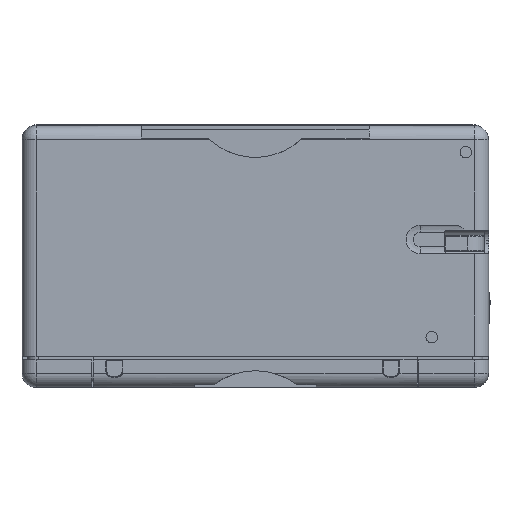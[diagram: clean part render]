
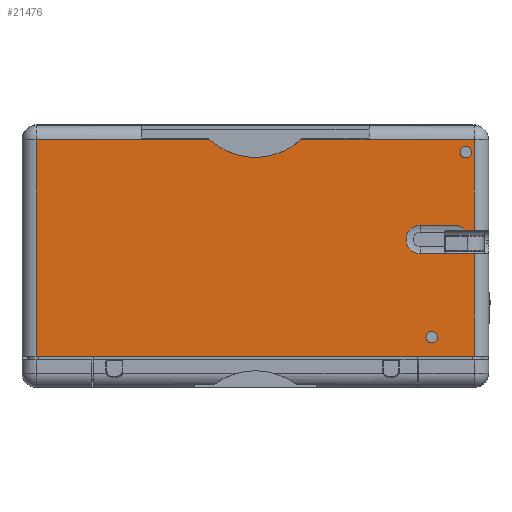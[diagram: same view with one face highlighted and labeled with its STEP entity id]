
A CAD part, front view. The second image highlights one B-rep face of the part: STEP entity #21476.
In plain terms, the highlighted planar face has unit normal (0, -1, 0).
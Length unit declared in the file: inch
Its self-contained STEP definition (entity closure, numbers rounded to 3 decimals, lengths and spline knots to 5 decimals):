
#904=CIRCLE('',#23007,0.15625);
#909=CIRCLE('',#23017,0.15625);
#910=CIRCLE('',#23019,0.75);
#911=CIRCLE('',#23020,0.0625);
#912=CIRCLE('',#23021,0.0625);
#1291=FACE_BOUND('',#4085,.T.);
#1292=FACE_BOUND('',#4086,.T.);
#2762=FACE_OUTER_BOUND('',#4084,.T.);
#4084=EDGE_LOOP('',(#18178,#18179,#18180,#18181,#18182,#18183,#18184,#18185,
#18186,#18187,#18188,#18189,#18190));
#4085=EDGE_LOOP('',(#18191));
#4086=EDGE_LOOP('',(#18192));
#6082=LINE('',#36404,#8100);
#6085=LINE('',#36413,#8103);
#6087=LINE('',#36430,#8105);
#6092=LINE('',#36445,#8110);
#6093=LINE('',#36447,#8111);
#6094=LINE('',#36449,#8112);
#6095=LINE('',#36453,#8113);
#6096=LINE('',#36455,#8114);
#6097=LINE('',#36457,#8115);
#6098=LINE('',#36458,#8116);
#8100=VECTOR('',#27641,0.375);
#8103=VECTOR('',#27650,0.29688);
#8105=VECTOR('',#27656,0.29688);
#8110=VECTOR('',#27671,0.10229);
#8111=VECTOR('',#27672,0.98958);
#8112=VECTOR('',#27673,1.90625);
#8113=VECTOR('',#27676,1.90625);
#8114=VECTOR('',#27677,2.375);
#8115=VECTOR('',#27678,4.8125);
#8116=VECTOR('',#27679,1.125);
#10009=VERTEX_POINT('',#36371);
#10012=VERTEX_POINT('',#36376);
#10016=VERTEX_POINT('',#36395);
#10019=VERTEX_POINT('',#36412);
#10022=VERTEX_POINT('',#36429);
#10026=VERTEX_POINT('',#36440);
#10027=VERTEX_POINT('',#36444);
#10028=VERTEX_POINT('',#36446);
#10029=VERTEX_POINT('',#36448);
#10030=VERTEX_POINT('',#36450);
#10031=VERTEX_POINT('',#36452);
#10032=VERTEX_POINT('',#36454);
#10033=VERTEX_POINT('',#36456);
#10034=VERTEX_POINT('',#36459);
#10035=VERTEX_POINT('',#36461);
#12829=EDGE_CURVE('',#10009,#10012,#904,.T.);
#12834=EDGE_CURVE('',#10012,#10016,#6082,.T.);
#12838=EDGE_CURVE('',#10019,#10009,#6085,.T.);
#12842=EDGE_CURVE('',#10022,#10019,#6087,.T.);
#12849=EDGE_CURVE('',#10016,#10026,#909,.T.);
#12850=EDGE_CURVE('',#10026,#10027,#6092,.T.);
#12851=EDGE_CURVE('',#10028,#10027,#6093,.T.);
#12852=EDGE_CURVE('',#10029,#10028,#6094,.T.);
#12853=EDGE_CURVE('',#10029,#10030,#910,.T.);
#12854=EDGE_CURVE('',#10031,#10030,#6095,.T.);
#12855=EDGE_CURVE('',#10032,#10031,#6096,.T.);
#12856=EDGE_CURVE('',#10032,#10033,#6097,.T.);
#12857=EDGE_CURVE('',#10022,#10033,#6098,.T.);
#12858=EDGE_CURVE('',#10034,#10034,#911,.T.);
#12859=EDGE_CURVE('',#10035,#10035,#912,.T.);
#18178=ORIENTED_EDGE('',*,*,#12842,.T.);
#18179=ORIENTED_EDGE('',*,*,#12838,.T.);
#18180=ORIENTED_EDGE('',*,*,#12829,.T.);
#18181=ORIENTED_EDGE('',*,*,#12834,.T.);
#18182=ORIENTED_EDGE('',*,*,#12849,.T.);
#18183=ORIENTED_EDGE('',*,*,#12850,.T.);
#18184=ORIENTED_EDGE('',*,*,#12851,.F.);
#18185=ORIENTED_EDGE('',*,*,#12852,.F.);
#18186=ORIENTED_EDGE('',*,*,#12853,.T.);
#18187=ORIENTED_EDGE('',*,*,#12854,.F.);
#18188=ORIENTED_EDGE('',*,*,#12855,.F.);
#18189=ORIENTED_EDGE('',*,*,#12856,.T.);
#18190=ORIENTED_EDGE('',*,*,#12857,.F.);
#18191=ORIENTED_EDGE('',*,*,#12858,.T.);
#18192=ORIENTED_EDGE('',*,*,#12859,.T.);
#20265=PLANE('',#23018);
#21476=ADVANCED_FACE('',(#2762,#1291,#1292),#20265,.F.);
#23007=AXIS2_PLACEMENT_3D('',#36378,#27635,#27636);
#23017=AXIS2_PLACEMENT_3D('',#36442,#27667,#27668);
#23018=AXIS2_PLACEMENT_3D('',#36443,#27669,#27670);
#23019=AXIS2_PLACEMENT_3D('',#36451,#27674,#27675);
#23020=AXIS2_PLACEMENT_3D('',#36460,#27680,#27681);
#23021=AXIS2_PLACEMENT_3D('',#36462,#27682,#27683);
#27635=DIRECTION('center_axis',(0.,1.,0.));
#27636=DIRECTION('ref_axis',(1.,0.,0.));
#27641=DIRECTION('',(1.,0.,0.));
#27650=DIRECTION('',(-1.,0.,0.));
#27656=DIRECTION('',(-1.,0.,0.));
#27667=DIRECTION('center_axis',(0.,1.,0.));
#27668=DIRECTION('ref_axis',(1.,0.,0.));
#27669=DIRECTION('center_axis',(0.,1.,0.));
#27670=DIRECTION('ref_axis',(0.,0.,1.));
#27671=DIRECTION('',(1.,0.,0.));
#27672=DIRECTION('',(0.,0.,-1.));
#27673=DIRECTION('',(1.,0.,0.));
#27674=DIRECTION('center_axis',(0.,1.,0.));
#27675=DIRECTION('ref_axis',(-0.667,0.,-0.745));
#27676=DIRECTION('',(1.,0.,0.));
#27677=DIRECTION('',(0.,0.,1.));
#27678=DIRECTION('',(1.,0.,0.));
#27679=DIRECTION('',(0.,0.,-1.));
#27680=DIRECTION('center_axis',(0.,1.,0.));
#27681=DIRECTION('ref_axis',(-1.,0.,0.));
#27682=DIRECTION('center_axis',(0.,1.,0.));
#27683=DIRECTION('ref_axis',(-1.,0.,0.));
#36371=CARTESIAN_POINT('',(3.91246,0.,-1.01122));
#36376=CARTESIAN_POINT('',(3.91246,0.,-0.69872));
#36378=CARTESIAN_POINT('Origin',(3.91246,0.,-0.85497));
#36395=CARTESIAN_POINT('',(4.28746,0.,-0.69872));
#36404=CARTESIAN_POINT('',(3.00621,0.,-0.69872));
#36412=CARTESIAN_POINT('',(4.20933,0.,-1.01122));
#36413=CARTESIAN_POINT('',(3.19371,0.,-1.01122));
#36429=CARTESIAN_POINT('',(4.50621,0.,-1.01122));
#36430=CARTESIAN_POINT('',(3.19371,0.,-1.01122));
#36440=CARTESIAN_POINT('',(4.40392,0.,-0.75081));
#36442=CARTESIAN_POINT('Origin',(4.28746,0.,-0.85497));
#36443=CARTESIAN_POINT('Origin',(2.09996,0.,-1.04247));
#36444=CARTESIAN_POINT('',(4.50621,0.,-0.75081));
#36445=CARTESIAN_POINT('',(3.38121,0.,-0.75081));
#36446=CARTESIAN_POINT('',(4.50621,0.,0.23878));
#36447=CARTESIAN_POINT('',(4.50621,0.,-0.32372));
#36448=CARTESIAN_POINT('',(2.59996,0.,0.23878));
#36449=CARTESIAN_POINT('',(0.81871,0.,0.23878));
#36450=CARTESIAN_POINT('',(1.59996,0.,0.23878));
#36451=CARTESIAN_POINT('Origin',(2.09996,0.,0.79779));
#36452=CARTESIAN_POINT('',(-0.30629,0.,0.23878));
#36453=CARTESIAN_POINT('',(0.81871,0.,0.23878));
#36454=CARTESIAN_POINT('',(-0.30629,0.,-2.13622));
#36455=CARTESIAN_POINT('',(-0.30629,0.,-1.76122));
#36456=CARTESIAN_POINT('',(4.50621,0.,-2.13622));
#36457=CARTESIAN_POINT('',(3.38121,0.,-2.13622));
#36458=CARTESIAN_POINT('',(4.50621,0.,-0.32372));
#36459=CARTESIAN_POINT('',(4.47496,0.,0.10336));
#36460=CARTESIAN_POINT('Origin',(4.41246,0.,0.10336));
#36461=CARTESIAN_POINT('',(4.09996,0.,-1.92789));
#36462=CARTESIAN_POINT('Origin',(4.03746,0.,-1.92789));
